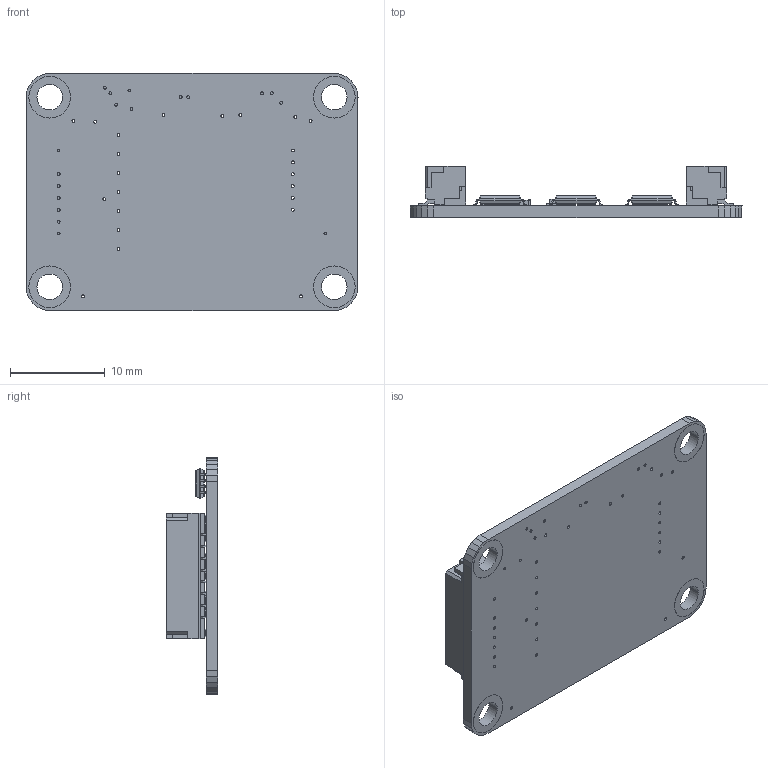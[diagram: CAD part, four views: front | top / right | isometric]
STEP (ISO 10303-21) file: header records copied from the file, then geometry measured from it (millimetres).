
FILE_DESCRIPTION (( 'STEP AP214' ), '1' );
FILE_NAME ('NSE-1164-1.step', '2020-11-25T00:54:46', ( '' ), ( '' ), 'SwSTEP 2.0', 'SolidWorks 2016', '' );
FILE_SCHEMA (( 'AUTOMOTIVE_DESIGN' ));
Length unit declared in the file: millimetre
Products named in the file (8): tssop-8; NSE-1164-1; Assem10^NSE-1164-1; res_0603; LED_0603; CON-1012-8; cap_0603; Board_NSE-1164-1
Assembly tree (24 placements, depth 3):
  NSE-1164-1
    Assem10^NSE-1164-1
      Board_NSE-1164-1
      cap_0603
      LED_0603  x7
      CON-1012-8  x2
      res_0603  x9
      tssop-8  x3
Bounding box: 35 x 5.41 x 25 mm (x, y, z)
Volume: 1317.8 mm3; surface area: 3166.7 mm2
Topology: 75 solids, 75 shells, 1862 faces, 4896 edges, 3187 vertices
Faces by surface type: plane 1454, cylinder 222, bspline 186
Entity records: 27983 total; most frequent: CARTESIAN_POINT 4898, ORIENTED_EDGE 3752, DIRECTION 3372, EDGE_CURVE 1876, VECTOR 1542, LINE 1542, VERTEX_POINT 1229, AXIS2_PLACEMENT_3D 915
